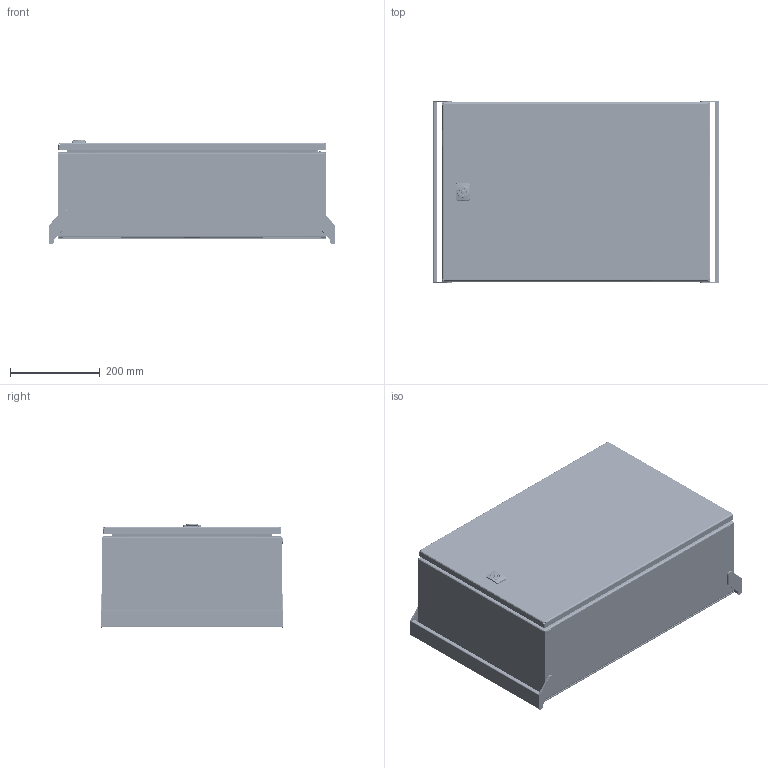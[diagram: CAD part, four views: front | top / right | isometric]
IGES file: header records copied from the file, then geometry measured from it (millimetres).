
Start section: SolidWorks IGES file using analytic representation for surfaces
Global section: file name: BAE-2164.IGS,; native system: SolidWorks 2010; preprocessor: SolidWorks 2010; author: knote; date: 111123.133512; units: millimetre
Bounding box: 640 x 408 x 231.49 mm (x, y, z)
Surface area: 2535605 mm2 (no closed solid volume)
Topology: 0 solids, 0 shells, 2426 faces, 38622 edges, 38605 vertices
Faces by surface type: bspline 1332, revolution 1094
